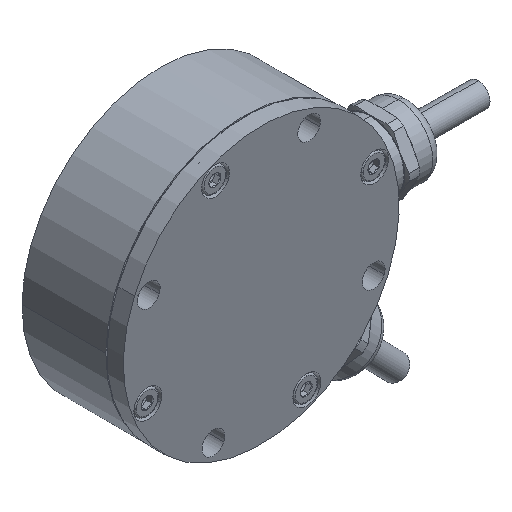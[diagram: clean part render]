
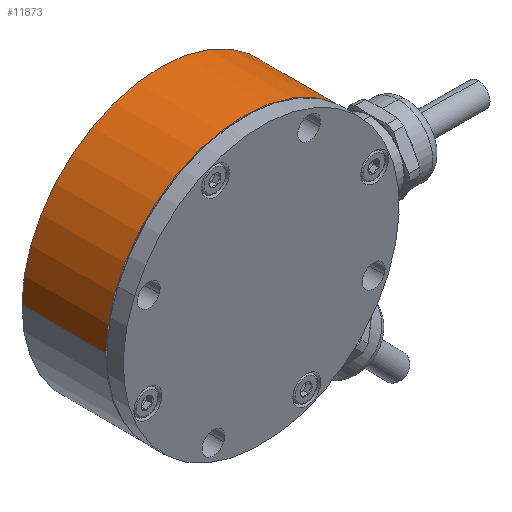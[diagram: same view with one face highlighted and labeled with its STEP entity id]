
A CAD part, isometric view. The second image highlights one B-rep face of the part: STEP entity #11873.
In plain terms, the highlighted cylindrical face has radius 39.5 mm (diameter 79 mm), a partial arc.
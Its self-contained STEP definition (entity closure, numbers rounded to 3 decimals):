
#1138 = B_SPLINE_CURVE_WITH_KNOTS ( 'NONE', 3,
 ( #1800, #1801, #1806, #1807, #1808, #1809, #1810, #1811, #1812, #1813, #1814, #1815, #1816, #1817, #1818, #1819, #1820, #1821, #1822, #1823, #1824, #1825, #1826, #1827, #1828, #1829, #1830, #1831, #1832, #1833, #1834, #1835, #1836, #1837, #1838, #1839, #1840, #1841, #1842, #1843, #1844, #1845, #1846, #1847, #1848, #1849, #1850, #1851, #1852, #1853 ),
 .UNSPECIFIED., .F., .F.,
 ( 4, 2, 2, 2, 2, 2, 2, 2, 2, 2, 2, 2, 2, 2, 2, 2, 2, 2, 2, 2, 2, 2, 2, 2, 4 ),
 ( 0.013, 0.015, 0.016, 0.018, 0.019, 0.02, 0.022, 0.023, 0.024, 0.026, 0.027, 0.029, 0.03, 0.031, 0.033, 0.035, 0.038, 0.039, 0.04, 0.042, 0.043, 0.044, 0.046, 0.047, 0.049 ),
 .UNSPECIFIED. ) ;
#1439 = CARTESIAN_POINT ( 'NONE',  ( 1.534, 9.945, 3.07 ) ) ;
#1440 = DIRECTION ( 'NONE',  ( 0., -1., 0. ) ) ;
#1441 = DIRECTION ( 'NONE',  ( -1., 0., 0.01 ) ) ;
#1592 = CARTESIAN_POINT ( 'NONE',  ( 41.032, -14.055, 2.679 ) ) ;
#1606 = LINE ( 'NONE', #1608, #8839 ) ;
#1608 = CARTESIAN_POINT ( 'NONE',  ( -37.964, -14.055, 3.461 ) ) ;
#1609 = DIRECTION ( 'NONE',  ( 0., 1., 0. ) ) ;
#1657 = LINE ( 'NONE', #1592, #8841 ) ;
#1663 = DIRECTION ( 'NONE',  ( 0., 1., 0. ) ) ;
#1772 = LINE ( 'NONE', #1785, #1974 ) ;
#1785 = CARTESIAN_POINT ( 'NONE',  ( 41.032, -14.055, 2.679 ) ) ;
#1796 = DIRECTION ( 'NONE',  ( 0., 1., 0. ) ) ;
#1800 = CARTESIAN_POINT ( 'NONE',  ( 41.032, -13.255, 2.679 ) ) ;
#1801 = CARTESIAN_POINT ( 'NONE',  ( 41.036, -13.255, 3.045 ) ) ;
#1806 = CARTESIAN_POINT ( 'NONE',  ( 41.034, -13.237, 3.412 ) ) ;
#1807 = CARTESIAN_POINT ( 'NONE',  ( 41.021, -13.165, 4.146 ) ) ;
#1808 = CARTESIAN_POINT ( 'NONE',  ( 41.009, -13.11, 4.515 ) ) ;
#1809 = CARTESIAN_POINT ( 'NONE',  ( 40.96, -12.892, 5.601 ) ) ;
#1810 = CARTESIAN_POINT ( 'NONE',  ( 40.908, -12.679, 6.301 ) ) ;
#1811 = CARTESIAN_POINT ( 'NONE',  ( 40.807, -12.258, 7.316 ) ) ;
#1812 = CARTESIAN_POINT ( 'NONE',  ( 40.769, -12.1, 7.649 ) ) ;
#1813 = CARTESIAN_POINT ( 'NONE',  ( 40.688, -11.751, 8.3 ) ) ;
#1814 = CARTESIAN_POINT ( 'NONE',  ( 40.644, -11.563, 8.614 ) ) ;
#1815 = CARTESIAN_POINT ( 'NONE',  ( 40.508, -10.955, 9.522 ) ) ;
#1816 = CARTESIAN_POINT ( 'NONE',  ( 40.41, -10.494, 10.085 ) ) ;
#1817 = CARTESIAN_POINT ( 'NONE',  ( 40.258, -9.716, 10.865 ) ) ;
#1818 = CARTESIAN_POINT ( 'NONE',  ( 40.207, -9.443, 11.113 ) ) ;
#1819 = CARTESIAN_POINT ( 'NONE',  ( 40.108, -8.88, 11.576 ) ) ;
#1820 = CARTESIAN_POINT ( 'NONE',  ( 40.059, -8.589, 11.793 ) ) ;
#1821 = CARTESIAN_POINT ( 'NONE',  ( 39.966, -7.985, 12.198 ) ) ;
#1822 = CARTESIAN_POINT ( 'NONE',  ( 39.92, -7.673, 12.386 ) ) ;
#1823 = CARTESIAN_POINT ( 'NONE',  ( 39.834, -7.029, 12.733 ) ) ;
#1824 = CARTESIAN_POINT ( 'NONE',  ( 39.794, -6.695, 12.892 ) ) ;
#1825 = CARTESIAN_POINT ( 'NONE',  ( 39.683, -5.671, 13.319 ) ) ;
#1826 = CARTESIAN_POINT ( 'NONE',  ( 39.623, -4.967, 13.533 ) ) ;
#1827 = CARTESIAN_POINT ( 'NONE',  ( 39.563, -3.89, 13.749 ) ) ;
#1828 = CARTESIAN_POINT ( 'NONE',  ( 39.548, -3.527, 13.803 ) ) ;
#1829 = CARTESIAN_POINT ( 'NONE',  ( 39.527, -2.793, 13.876 ) ) ;
#1830 = CARTESIAN_POINT ( 'NONE',  ( 39.522, -2.42, 13.895 ) ) ;
#1831 = CARTESIAN_POINT ( 'NONE',  ( 39.522, -1.312, 13.894 ) ) ;
#1832 = CARTESIAN_POINT ( 'NONE',  ( 39.543, -0.583, 13.821 ) ) ;
#1833 = CARTESIAN_POINT ( 'NONE',  ( 39.624, 0.858, 13.533 ) ) ;
#1834 = CARTESIAN_POINT ( 'NONE',  ( 39.684, 1.574, 13.314 ) ) ;
#1835 = CARTESIAN_POINT ( 'NONE',  ( 39.832, 2.935, 12.745 ) ) ;
#1836 = CARTESIAN_POINT ( 'NONE',  ( 39.919, 3.576, 12.399 ) ) ;
#1837 = CARTESIAN_POINT ( 'NONE',  ( 40.06, 4.482, 11.791 ) ) ;
#1838 = CARTESIAN_POINT ( 'NONE',  ( 40.109, 4.775, 11.573 ) ) ;
#1839 = CARTESIAN_POINT ( 'NONE',  ( 40.209, 5.341, 11.106 ) ) ;
#1840 = CARTESIAN_POINT ( 'NONE',  ( 40.26, 5.614, 10.858 ) ) ;
#1841 = CARTESIAN_POINT ( 'NONE',  ( 40.41, 6.386, 10.083 ) ) ;
#1842 = CARTESIAN_POINT ( 'NONE',  ( 40.509, 6.847, 9.521 ) ) ;
#1843 = CARTESIAN_POINT ( 'NONE',  ( 40.645, 7.456, 8.609 ) ) ;
#1844 = CARTESIAN_POINT ( 'NONE',  ( 40.689, 7.646, 8.292 ) ) ;
#1845 = CARTESIAN_POINT ( 'NONE',  ( 40.77, 7.993, 7.643 ) ) ;
#1846 = CARTESIAN_POINT ( 'NONE',  ( 40.807, 8.149, 7.312 ) ) ;
#1847 = CARTESIAN_POINT ( 'NONE',  ( 40.908, 8.569, 6.3 ) ) ;
#1848 = CARTESIAN_POINT ( 'NONE',  ( 40.96, 8.783, 5.601 ) ) ;
#1849 = CARTESIAN_POINT ( 'NONE',  ( 41.009, 9., 4.511 ) ) ;
#1850 = CARTESIAN_POINT ( 'NONE',  ( 41.021, 9.055, 4.144 ) ) ;
#1851 = CARTESIAN_POINT ( 'NONE',  ( 41.034, 9.127, 3.412 ) ) ;
#1852 = CARTESIAN_POINT ( 'NONE',  ( 41.036, 9.145, 3.045 ) ) ;
#1853 = CARTESIAN_POINT ( 'NONE',  ( 41.032, 9.145, 2.679 ) ) ;
#1974 = VECTOR ( 'NONE', #1796, 1000. ) ;
#4409 = CARTESIAN_POINT ( 'NONE',  ( -37.964, 9.945, 3.461 ) ) ;
#4418 = CARTESIAN_POINT ( 'NONE',  ( 41.032, -14.055, 2.679 ) ) ;
#4420 = CARTESIAN_POINT ( 'NONE',  ( 41.032, -13.255, 2.679 ) ) ;
#4421 = CARTESIAN_POINT ( 'NONE',  ( 41.032, 9.145, 2.679 ) ) ;
#4422 = CARTESIAN_POINT ( 'NONE',  ( 41.032, 9.945, 2.679 ) ) ;
#6194 = AXIS2_PLACEMENT_3D ( 'NONE', #6664, #6674, #6675 ) ;
#6662 = CYLINDRICAL_SURFACE ( 'NONE', #6194, 39.5 ) ;
#6663 = FACE_OUTER_BOUND ( 'NONE', #9531, .T. ) ;
#6664 = CARTESIAN_POINT ( 'NONE',  ( 1.534, -14.055, 3.07 ) ) ;
#6674 = DIRECTION ( 'NONE',  ( 0., 1., 0. ) ) ;
#6675 = DIRECTION ( 'NONE',  ( -1., 0., 0.01 ) ) ;
#6977 = CARTESIAN_POINT ( 'NONE',  ( 1.534, -14.055, 3.07 ) ) ;
#6979 = DIRECTION ( 'NONE',  ( 0., 1., 0. ) ) ;
#6980 = DIRECTION ( 'NONE',  ( -1., 0., 0.01 ) ) ;
#7905 = CARTESIAN_POINT ( 'NONE',  ( -37.964, -14.055, 3.461 ) ) ;
#8711 = CIRCLE ( 'NONE', #8718, 39.5 ) ;
#8718 = AXIS2_PLACEMENT_3D ( 'NONE', #1439, #1440, #1441 ) ;
#8839 = VECTOR ( 'NONE', #1609, 1000. ) ;
#8841 = VECTOR ( 'NONE', #1663, 1000. ) ;
#8902 = CIRCLE ( 'NONE', #8928, 39.5 ) ;
#8928 = AXIS2_PLACEMENT_3D ( 'NONE', #6977, #6979, #6980 ) ;
#9356 = VERTEX_POINT ( 'NONE', #7905 ) ;
#9531 = EDGE_LOOP ( 'NONE', ( #12553, #12552, #12555, #12554, #12551, #12550 ) ) ;
#10879 = EDGE_CURVE ( 'NONE', #11299, #11300, #8711, .T. ) ;
#10924 = EDGE_CURVE ( 'NONE', #9356, #11300, #1606, .T. ) ;
#10927 = EDGE_CURVE ( 'NONE', #11294, #11297, #1657, .T. ) ;
#10953 = EDGE_CURVE ( 'NONE', #9356, #11294, #8902, .T. ) ;
#11014 = EDGE_CURVE ( 'NONE', #11298, #11299, #1772, .T. ) ;
#11017 = EDGE_CURVE ( 'NONE', #11297, #11298, #1138, .T. ) ;
#11294 = VERTEX_POINT ( 'NONE', #4418 ) ;
#11297 = VERTEX_POINT ( 'NONE', #4420 ) ;
#11298 = VERTEX_POINT ( 'NONE', #4421 ) ;
#11299 = VERTEX_POINT ( 'NONE', #4422 ) ;
#11300 = VERTEX_POINT ( 'NONE', #4409 ) ;
#11873 = ADVANCED_FACE ( 'NONE', ( #6663 ), #6662, .T. ) ;
#12550 = ORIENTED_EDGE ( 'NONE', *, *, #10924, .F. ) ;
#12551 = ORIENTED_EDGE ( 'NONE', *, *, #10879, .T. ) ;
#12552 = ORIENTED_EDGE ( 'NONE', *, *, #10927, .T. ) ;
#12553 = ORIENTED_EDGE ( 'NONE', *, *, #10953, .T. ) ;
#12554 = ORIENTED_EDGE ( 'NONE', *, *, #11014, .T. ) ;
#12555 = ORIENTED_EDGE ( 'NONE', *, *, #11017, .T. ) ;
